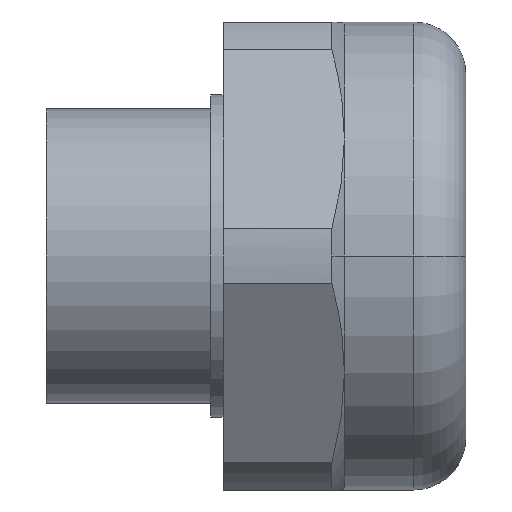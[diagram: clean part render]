
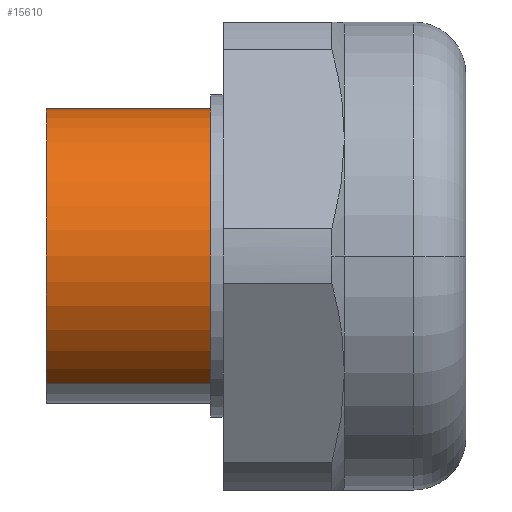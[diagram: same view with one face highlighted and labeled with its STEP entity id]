
A CAD part, left-side view. The second image highlights one B-rep face of the part: STEP entity #15610.
In plain terms, the highlighted cylindrical face has radius 8.5 mm (diameter 17 mm), a partial arc.
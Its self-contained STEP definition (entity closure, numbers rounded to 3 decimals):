
#15070=CARTESIAN_POINT('',(0.,0.,24.2));
#15080=DIRECTION('',(0.,0.,1.));
#15090=DIRECTION('',(0.5,-0.866,0.));
#15100=AXIS2_PLACEMENT_3D('',#15070,#15080,#15090);
#15110=CIRCLE('',#15100,8.5);
#15120=CARTESIAN_POINT('',(4.25,-7.361,24.2));
#15130=VERTEX_POINT('',#15120);
#15140=CARTESIAN_POINT('',(-4.25,7.361,24.2));
#15150=VERTEX_POINT('',#15140);
#15180=EDGE_CURVE('',#15150,#15130,#15110,.T.);
#15300=CARTESIAN_POINT('',(0.,0.,19.45));
#15310=DIRECTION('',(0.,0.,-1.));
#15320=DIRECTION('',(-0.5,0.866,0.));
#15330=AXIS2_PLACEMENT_3D('',#15300,#15310,#15320);
#15340=CYLINDRICAL_SURFACE('',#15330,8.5);
#15350=CARTESIAN_POINT('',(-4.25,7.361,19.45));
#15360=DIRECTION('',(0.,0.,-1.));
#15370=VECTOR('',#15360,1.);
#15380=LINE('',#15350,#15370);
#15390=CARTESIAN_POINT('',(-4.25,7.361,14.7));
#15400=VERTEX_POINT('',#15390);
#15410=EDGE_CURVE('',#15150,#15400,#15380,.T.);
#15420=ORIENTED_EDGE('',*,*,#15410,.T.);
#15430=ORIENTED_EDGE('',*,*,#15180,.F.);
#15440=CARTESIAN_POINT('',(4.25,-7.361,19.45));
#15450=DIRECTION('',(0.,0.,-1.));
#15460=VECTOR('',#15450,1.);
#15470=LINE('',#15440,#15460);
#15480=CARTESIAN_POINT('',(4.25,-7.361,14.7));
#15490=VERTEX_POINT('',#15480);
#15500=EDGE_CURVE('',#15130,#15490,#15470,.T.);
#15510=ORIENTED_EDGE('',*,*,#15500,.F.);
#15520=CARTESIAN_POINT('',(0.,0.,14.7));
#15530=DIRECTION('',(0.,0.,1.));
#15540=DIRECTION('',(0.5,-0.866,0.));
#15550=AXIS2_PLACEMENT_3D('',#15520,#15530,#15540);
#15560=CIRCLE('',#15550,8.5);
#15570=EDGE_CURVE('',#15400,#15490,#15560,.T.);
#15580=ORIENTED_EDGE('',*,*,#15570,.T.);
#15590=EDGE_LOOP('',(#15580,#15510,#15430,#15420));
#15600=FACE_OUTER_BOUND('',#15590,.T.);
#15610=ADVANCED_FACE('',(#15600),#15340,.T.);
